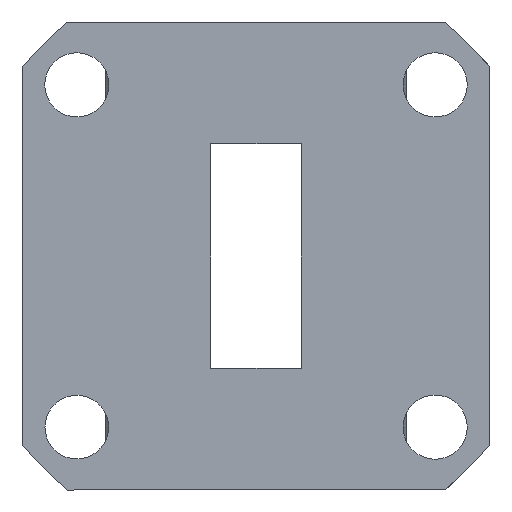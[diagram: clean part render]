
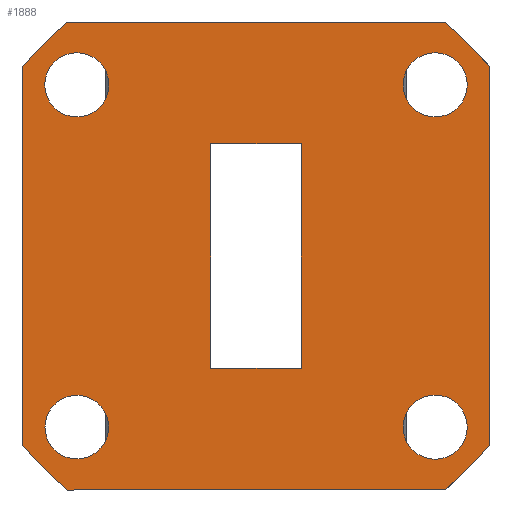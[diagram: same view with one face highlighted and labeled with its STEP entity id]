
A CAD part, left-side view. The second image highlights one B-rep face of the part: STEP entity #1888.
In plain terms, the highlighted planar face has unit normal (-1, 0, 0).
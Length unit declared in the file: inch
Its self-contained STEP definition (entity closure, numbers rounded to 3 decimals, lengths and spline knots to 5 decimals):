
#22 = VECTOR ( 'NONE', #540, 39.37008 ) ;
#34 = EDGE_CURVE ( 'NONE', #1603, #456, #301, .T. ) ;
#50 = VERTEX_POINT ( 'NONE', #1449 ) ;
#80 = VERTEX_POINT ( 'NONE', #1960 ) ;
#105 = EDGE_LOOP ( 'NONE', ( #794 ) ) ;
#110 = EDGE_LOOP ( 'NONE', ( #1974 ) ) ;
#125 = CARTESIAN_POINT ( 'NONE',  ( 0., -0.335, 0.26 ) ) ;
#129 = DIRECTION ( 'NONE',  ( 0., 0., -1. ) ) ;
#168 = EDGE_CURVE ( 'NONE', #1677, #50, #310, .T. ) ;
#192 = PLANE ( 'NONE',  #1531 ) ;
#198 = DIRECTION ( 'NONE',  ( 1., 0., 0. ) ) ;
#209 = VECTOR ( 'NONE', #2183, 39.37008 ) ;
#224 = ORIENTED_EDGE ( 'NONE', *, *, #349, .F. ) ;
#232 = EDGE_CURVE ( 'NONE', #1403, #1399, #1614, .T. ) ;
#241 = VERTEX_POINT ( 'NONE', #296 ) ;
#251 = CARTESIAN_POINT ( 'NONE',  ( 0., 0.335, 0.32 ) ) ;
#254 = CARTESIAN_POINT ( 'NONE',  ( 0., 0.335, -0.32 ) ) ;
#266 = VERTEX_POINT ( 'NONE', #803 ) ;
#281 = AXIS2_PLACEMENT_3D ( 'NONE', #542, #1064, #1737 ) ;
#294 = EDGE_CURVE ( 'NONE', #307, #307, #1512, .T. ) ;
#296 = CARTESIAN_POINT ( 'NONE',  ( 0., -0.35276, -0.4375 ) ) ;
#301 = LINE ( 'NONE', #1750, #1309 ) ;
#303 = DIRECTION ( 'NONE',  ( 0., 0., -1. ) ) ;
#307 = VERTEX_POINT ( 'NONE', #1490 ) ;
#308 = CIRCLE ( 'NONE', #1420, 0.0595 ) ;
#310 = LINE ( 'NONE', #1286, #1322 ) ;
#348 = ORIENTED_EDGE ( 'NONE', *, *, #971, .F. ) ;
#349 = EDGE_CURVE ( 'NONE', #266, #1403, #504, .T. ) ;
#360 = CARTESIAN_POINT ( 'NONE',  ( 0., 0.085, 0.21 ) ) ;
#367 = FACE_BOUND ( 'NONE', #611, .T. ) ;
#377 = ORIENTED_EDGE ( 'NONE', *, *, #168, .T. ) ;
#387 = DIRECTION ( 'NONE',  ( 0., 0., -1. ) ) ;
#414 = DIRECTION ( 'NONE',  ( 1., 0., 0. ) ) ;
#427 = DIRECTION ( 'NONE',  ( 1., 0., 0. ) ) ;
#447 = DIRECTION ( 'NONE',  ( 0., 0., -1. ) ) ;
#449 = CARTESIAN_POINT ( 'NONE',  ( 0., 0.35276, 0.4375 ) ) ;
#456 = VERTEX_POINT ( 'NONE', #2094 ) ;
#483 = DIRECTION ( 'NONE',  ( 1., 0., 0. ) ) ;
#504 = CIRCLE ( 'NONE', #281, 0.562 ) ;
#510 = DIRECTION ( 'NONE',  ( 0., 0., -1. ) ) ;
#534 = ORIENTED_EDGE ( 'NONE', *, *, #1858, .T. ) ;
#540 = DIRECTION ( 'NONE',  ( 0., 0., 1. ) ) ;
#542 = CARTESIAN_POINT ( 'NONE',  ( 0., 0., 0. ) ) ;
#547 = AXIS2_PLACEMENT_3D ( 'NONE', #1181, #1860, #510 ) ;
#585 = ORIENTED_EDGE ( 'NONE', *, *, #232, .F. ) ;
#611 = EDGE_LOOP ( 'NONE', ( #2043 ) ) ;
#654 = VECTOR ( 'NONE', #1800, 39.37008 ) ;
#657 = EDGE_LOOP ( 'NONE', ( #765 ) ) ;
#661 = LINE ( 'NONE', #1751, #22 ) ;
#671 = VERTEX_POINT ( 'NONE', #1659 ) ;
#680 = AXIS2_PLACEMENT_3D ( 'NONE', #1083, #414, #2075 ) ;
#683 = ORIENTED_EDGE ( 'NONE', *, *, #1407, .T. ) ;
#685 = EDGE_LOOP ( 'NONE', ( #1068, #742, #1791, #585, #224, #348, #893, #1172 ) ) ;
#702 = CARTESIAN_POINT ( 'NONE',  ( 0., -0.085, 0.21 ) ) ;
#726 = DIRECTION ( 'NONE',  ( 0., -1., 0. ) ) ;
#742 = ORIENTED_EDGE ( 'NONE', *, *, #1297, .F. ) ;
#765 = ORIENTED_EDGE ( 'NONE', *, *, #294, .T. ) ;
#793 = VERTEX_POINT ( 'NONE', #1934 ) ;
#794 = ORIENTED_EDGE ( 'NONE', *, *, #2073, .T. ) ;
#803 = CARTESIAN_POINT ( 'NONE',  ( 0., -0.35276, 0.4375 ) ) ;
#861 = CARTESIAN_POINT ( 'NONE',  ( 0., -0.335, 0.32 ) ) ;
#867 = AXIS2_PLACEMENT_3D ( 'NONE', #1995, #483, #129 ) ;
#880 = VECTOR ( 'NONE', #1747, 39.37008 ) ;
#884 = EDGE_CURVE ( 'NONE', #1399, #241, #1000, .T. ) ;
#893 = ORIENTED_EDGE ( 'NONE', *, *, #1041, .F. ) ;
#908 = FACE_BOUND ( 'NONE', #105, .T. ) ;
#932 = DIRECTION ( 'NONE',  ( 0., 1., 0. ) ) ;
#953 = AXIS2_PLACEMENT_3D ( 'NONE', #861, #1561, #387 ) ;
#969 = FACE_BOUND ( 'NONE', #1183, .T. ) ;
#971 = EDGE_CURVE ( 'NONE', #793, #266, #1011, .T. ) ;
#1000 = CIRCLE ( 'NONE', #1194, 0.562 ) ;
#1011 = LINE ( 'NONE', #449, #1821 ) ;
#1041 = EDGE_CURVE ( 'NONE', #80, #793, #1234, .T. ) ;
#1051 = DIRECTION ( 'NONE',  ( 0., 0., -1. ) ) ;
#1064 = DIRECTION ( 'NONE',  ( 1., 0., 0. ) ) ;
#1068 = ORIENTED_EDGE ( 'NONE', *, *, #2030, .F. ) ;
#1083 = CARTESIAN_POINT ( 'NONE',  ( 0., 0., 0. ) ) ;
#1115 = DIRECTION ( 'NONE',  ( 1., 0., 0. ) ) ;
#1161 = FACE_OUTER_BOUND ( 'NONE', #685, .T. ) ;
#1172 = ORIENTED_EDGE ( 'NONE', *, *, #1189, .F. ) ;
#1181 = CARTESIAN_POINT ( 'NONE',  ( 0., -0.335, -0.32 ) ) ;
#1183 = EDGE_LOOP ( 'NONE', ( #377, #683, #2064, #534 ) ) ;
#1189 = EDGE_CURVE ( 'NONE', #1527, #80, #661, .T. ) ;
#1194 = AXIS2_PLACEMENT_3D ( 'NONE', #2122, #1115, #1803 ) ;
#1234 = CIRCLE ( 'NONE', #867, 0.562 ) ;
#1237 = DIRECTION ( 'NONE',  ( 0., 0., -1. ) ) ;
#1286 = CARTESIAN_POINT ( 'NONE',  ( 0., -0.085, -0.21 ) ) ;
#1297 = EDGE_CURVE ( 'NONE', #241, #2162, #1619, .T. ) ;
#1298 = AXIS2_PLACEMENT_3D ( 'NONE', #251, #427, #1237 ) ;
#1309 = VECTOR ( 'NONE', #726, 39.37008 ) ;
#1322 = VECTOR ( 'NONE', #932, 39.37008 ) ;
#1339 = CARTESIAN_POINT ( 'NONE',  ( 0., 0.335, 0.26 ) ) ;
#1344 = LINE ( 'NONE', #702, #880 ) ;
#1370 = CIRCLE ( 'NONE', #1298, 0.06 ) ;
#1399 = VERTEX_POINT ( 'NONE', #2026 ) ;
#1403 = VERTEX_POINT ( 'NONE', #1814 ) ;
#1407 = EDGE_CURVE ( 'NONE', #50, #1603, #1935, .T. ) ;
#1409 = CARTESIAN_POINT ( 'NONE',  ( 0., -0.085, -0.21 ) ) ;
#1420 = AXIS2_PLACEMENT_3D ( 'NONE', #254, #2112, #447 ) ;
#1449 = CARTESIAN_POINT ( 'NONE',  ( 0., 0.085, -0.21 ) ) ;
#1472 = DIRECTION ( 'NONE',  ( 0., -1., 0. ) ) ;
#1480 = VECTOR ( 'NONE', #303, 39.37008 ) ;
#1490 = CARTESIAN_POINT ( 'NONE',  ( 0., -0.335, -0.38 ) ) ;
#1512 = CIRCLE ( 'NONE', #547, 0.06 ) ;
#1522 = CARTESIAN_POINT ( 'NONE',  ( 0., 0.085, -0.21 ) ) ;
#1527 = VERTEX_POINT ( 'NONE', #1884 ) ;
#1531 = AXIS2_PLACEMENT_3D ( 'NONE', #1742, #198, #1051 ) ;
#1536 = FACE_BOUND ( 'NONE', #110, .T. ) ;
#1561 = DIRECTION ( 'NONE',  ( 1., 0., 0. ) ) ;
#1603 = VERTEX_POINT ( 'NONE', #360 ) ;
#1609 = CARTESIAN_POINT ( 'NONE',  ( 0., -0.35276, -0.4375 ) ) ;
#1614 = LINE ( 'NONE', #1988, #1480 ) ;
#1619 = LINE ( 'NONE', #1609, #654 ) ;
#1659 = CARTESIAN_POINT ( 'NONE',  ( 0., 0.335, -0.3795 ) ) ;
#1677 = VERTEX_POINT ( 'NONE', #1409 ) ;
#1719 = VERTEX_POINT ( 'NONE', #125 ) ;
#1737 = DIRECTION ( 'NONE',  ( 0., 0., -1. ) ) ;
#1742 = CARTESIAN_POINT ( 'NONE',  ( 0., 0., 0. ) ) ;
#1747 = DIRECTION ( 'NONE',  ( 0., 0., -1. ) ) ;
#1750 = CARTESIAN_POINT ( 'NONE',  ( 0., 0.085, 0.21 ) ) ;
#1751 = CARTESIAN_POINT ( 'NONE',  ( 0., 0.4375, -0.35276 ) ) ;
#1791 = ORIENTED_EDGE ( 'NONE', *, *, #884, .F. ) ;
#1800 = DIRECTION ( 'NONE',  ( 0., 1., 0. ) ) ;
#1803 = DIRECTION ( 'NONE',  ( 0., 0., -1. ) ) ;
#1814 = CARTESIAN_POINT ( 'NONE',  ( 0., -0.4375, 0.35276 ) ) ;
#1821 = VECTOR ( 'NONE', #1472, 39.37008 ) ;
#1827 = VERTEX_POINT ( 'NONE', #1339 ) ;
#1828 = CIRCLE ( 'NONE', #680, 0.562 ) ;
#1858 = EDGE_CURVE ( 'NONE', #456, #1677, #1344, .T. ) ;
#1860 = DIRECTION ( 'NONE',  ( 1., 0., 0. ) ) ;
#1884 = CARTESIAN_POINT ( 'NONE',  ( 0., 0.4375, -0.35276 ) ) ;
#1887 = EDGE_CURVE ( 'NONE', #1719, #1719, #1954, .T. ) ;
#1888 = ADVANCED_FACE ( 'NONE', ( #908, #1979, #1536, #367, #1161, #969 ), #192, .F. ) ;
#1934 = CARTESIAN_POINT ( 'NONE',  ( 0., 0.35276, 0.4375 ) ) ;
#1935 = LINE ( 'NONE', #1522, #209 ) ;
#1954 = CIRCLE ( 'NONE', #953, 0.06 ) ;
#1960 = CARTESIAN_POINT ( 'NONE',  ( 0., 0.4375, 0.35276 ) ) ;
#1969 = EDGE_CURVE ( 'NONE', #1827, #1827, #1370, .T. ) ;
#1974 = ORIENTED_EDGE ( 'NONE', *, *, #1969, .T. ) ;
#1978 = CARTESIAN_POINT ( 'NONE',  ( 0., 0.35276, -0.4375 ) ) ;
#1979 = FACE_BOUND ( 'NONE', #657, .T. ) ;
#1988 = CARTESIAN_POINT ( 'NONE',  ( 0., -0.4375, 0.35276 ) ) ;
#1995 = CARTESIAN_POINT ( 'NONE',  ( 0., 0., 0. ) ) ;
#2026 = CARTESIAN_POINT ( 'NONE',  ( 0., -0.4375, -0.35276 ) ) ;
#2030 = EDGE_CURVE ( 'NONE', #2162, #1527, #1828, .T. ) ;
#2043 = ORIENTED_EDGE ( 'NONE', *, *, #1887, .T. ) ;
#2064 = ORIENTED_EDGE ( 'NONE', *, *, #34, .T. ) ;
#2073 = EDGE_CURVE ( 'NONE', #671, #671, #308, .T. ) ;
#2075 = DIRECTION ( 'NONE',  ( 0., 0., -1. ) ) ;
#2094 = CARTESIAN_POINT ( 'NONE',  ( 0., -0.085, 0.21 ) ) ;
#2112 = DIRECTION ( 'NONE',  ( 1., 0., 0. ) ) ;
#2122 = CARTESIAN_POINT ( 'NONE',  ( 0., 0., 0. ) ) ;
#2162 = VERTEX_POINT ( 'NONE', #1978 ) ;
#2183 = DIRECTION ( 'NONE',  ( 0., 0., 1. ) ) ;
